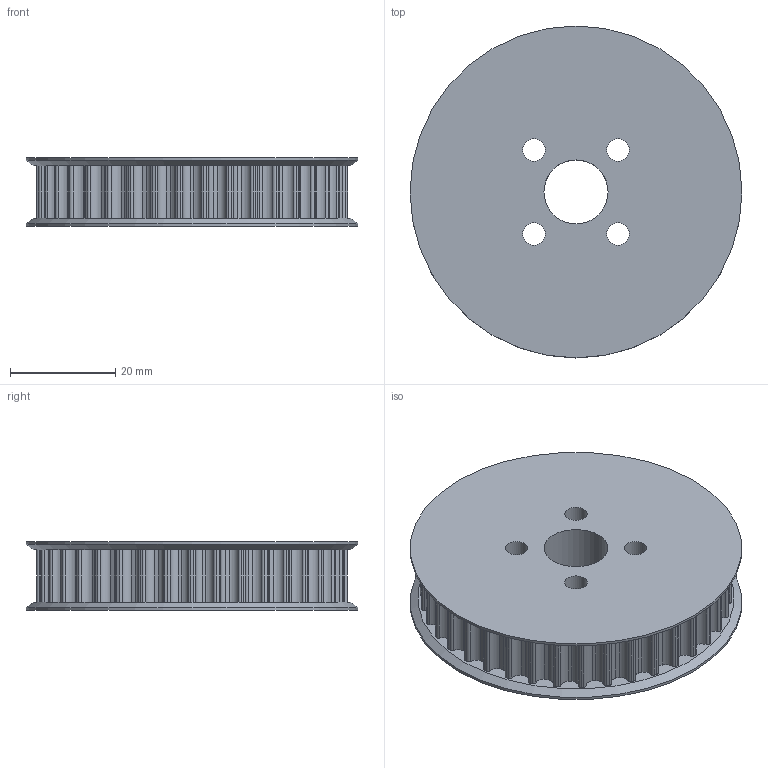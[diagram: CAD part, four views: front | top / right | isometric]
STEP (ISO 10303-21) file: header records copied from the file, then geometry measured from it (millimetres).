
FILE_DESCRIPTION(/* description */ ('STEP AP242','CAx-IF Rec.Pracs.---Representation and Presentation of Product Manufacturing Information (PMI)---4.0---2014-10-13','CAx-IF Rec.Pracs.---3D Tessellated Geometry---0.4---2014-09-14','2;1'),/* implementation_level */ '2;1');
FILE_NAME(/* name */ '6657451053486b65619d5010',/* time_stamp */ '2024-05-29T15:09:04Z',/* author */ (''),/* organization */ (''),/* preprocessor_version */ 'ST-DEVELOPER v20',/* originating_system */ ' ',/* authorisation */ ' ');
FILE_SCHEMA (('AP242_MANAGED_MODEL_BASED_3D_ENGINEERING_MIM_LF { 1 0 10303 442 1 1 4 }'));
Length unit declared in the file: metre
Products named in the file (1): [LS] Pulley HTD5 38T
Bounding box: 63.19 x 63.19 x 13 mm (x, y, z)
Volume: 32303.1 mm3; surface area: 11284 mm2
Topology: 1 solids, 1 shells, 241 faces, 714 edges, 477 vertices
Faces by surface type: cylinder 235, plane 4, cone 2
Full cylindrical faces by diameter (mm): 4.3 x4, 12.2 x1, 63.192 x2
Entity records: 8316 total; most frequent: DIRECTION 1656, CARTESIAN_POINT 1414, ORIENTED_EDGE 1400, AXIS2_PLACEMENT_3D 714, EDGE_CURVE 700, VERTEX_POINT 472, CIRCLE 472, EDGE_LOOP 262
